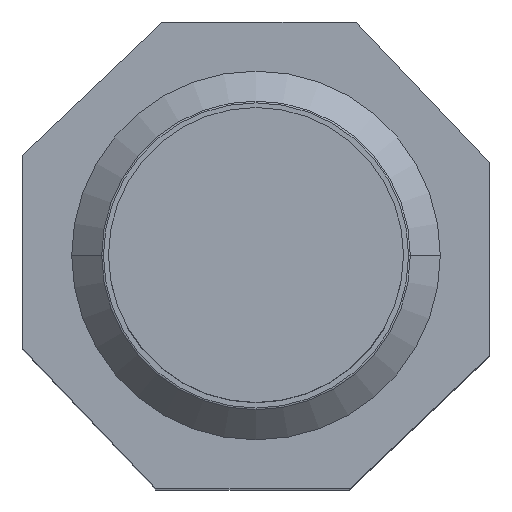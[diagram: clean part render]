
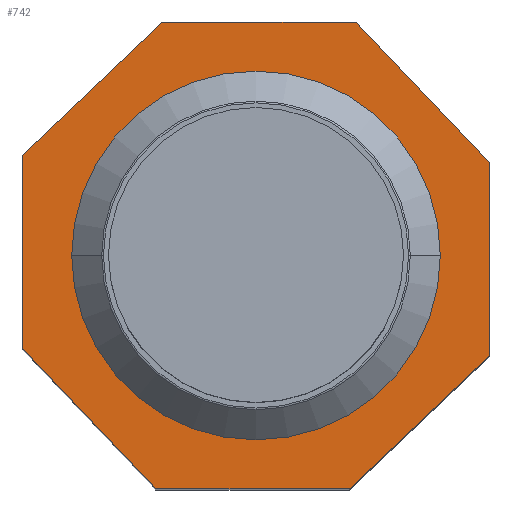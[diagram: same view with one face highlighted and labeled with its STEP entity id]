
A CAD part, top view. The second image highlights one B-rep face of the part: STEP entity #742.
In plain terms, the highlighted planar face has unit normal (0, 0, 1).
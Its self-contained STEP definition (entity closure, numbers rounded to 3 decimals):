
#193=DIRECTION('',(-0.725,-0.689,0.));
#194=VECTOR('',#193,7.872);
#195=CARTESIAN_POINT('',(-3.796,9.5,54.));
#196=LINE('',#195,#194);
#197=DIRECTION('',(-1.,0.,0.));
#198=VECTOR('',#197,7.872);
#199=CARTESIAN_POINT('',(4.076,9.5,54.));
#200=LINE('',#199,#198);
#201=DIRECTION('',(-0.689,0.725,0.));
#202=VECTOR('',#201,7.872);
#203=CARTESIAN_POINT('',(9.5,3.796,54.));
#204=LINE('',#203,#202);
#205=DIRECTION('',(0.,1.,0.));
#206=VECTOR('',#205,7.872);
#207=CARTESIAN_POINT('',(9.5,-4.076,54.));
#208=LINE('',#207,#206);
#209=DIRECTION('',(0.725,0.689,0.));
#210=VECTOR('',#209,7.872);
#211=CARTESIAN_POINT('',(3.796,-9.5,54.));
#212=LINE('',#211,#210);
#213=DIRECTION('',(1.,0.,0.));
#214=VECTOR('',#213,7.872);
#215=CARTESIAN_POINT('',(-4.076,-9.5,54.));
#216=LINE('',#215,#214);
#217=DIRECTION('',(0.689,-0.725,0.));
#218=VECTOR('',#217,7.872);
#219=CARTESIAN_POINT('',(-9.5,-3.796,54.));
#220=LINE('',#219,#218);
#221=DIRECTION('',(0.,-1.,0.));
#222=VECTOR('',#221,7.872);
#223=CARTESIAN_POINT('',(-9.5,4.076,54.));
#224=LINE('',#223,#222);
#423=CARTESIAN_POINT('',(-3.796,9.5,54.));
#424=CARTESIAN_POINT('',(-9.5,4.076,54.));
#425=VERTEX_POINT('',#423);
#426=VERTEX_POINT('',#424);
#427=CARTESIAN_POINT('',(-9.5,-3.796,54.));
#428=VERTEX_POINT('',#427);
#429=CARTESIAN_POINT('',(-4.076,-9.5,54.));
#430=VERTEX_POINT('',#429);
#431=CARTESIAN_POINT('',(3.796,-9.5,54.));
#432=VERTEX_POINT('',#431);
#433=CARTESIAN_POINT('',(9.5,-4.076,54.));
#434=VERTEX_POINT('',#433);
#435=CARTESIAN_POINT('',(9.5,3.796,54.));
#436=VERTEX_POINT('',#435);
#437=CARTESIAN_POINT('',(4.076,9.5,54.));
#438=VERTEX_POINT('',#437);
#719=CARTESIAN_POINT('',(0.,0.,54.));
#720=DIRECTION('',(0.,0.,1.));
#721=DIRECTION('',(1.,0.,0.));
#722=AXIS2_PLACEMENT_3D('',#719,#720,#721);
#723=PLANE('',#722);
#725=ORIENTED_EDGE('',*,*,#724,.F.);
#727=ORIENTED_EDGE('',*,*,#726,.F.);
#729=ORIENTED_EDGE('',*,*,#728,.F.);
#731=ORIENTED_EDGE('',*,*,#730,.F.);
#733=ORIENTED_EDGE('',*,*,#732,.F.);
#735=ORIENTED_EDGE('',*,*,#734,.F.);
#737=ORIENTED_EDGE('',*,*,#736,.F.);
#739=ORIENTED_EDGE('',*,*,#738,.F.);
#740=EDGE_LOOP('',(#725,#727,#729,#731,#733,#735,#737,#739));
#741=FACE_OUTER_BOUND('',#740,.F.);
#742=ADVANCED_FACE('',(#741),#723,.T.);
#724=EDGE_CURVE('',#425,#426,#196,.T.);
#726=EDGE_CURVE('',#438,#425,#200,.T.);
#728=EDGE_CURVE('',#436,#438,#204,.T.);
#730=EDGE_CURVE('',#434,#436,#208,.T.);
#732=EDGE_CURVE('',#432,#434,#212,.T.);
#734=EDGE_CURVE('',#430,#432,#216,.T.);
#736=EDGE_CURVE('',#428,#430,#220,.T.);
#738=EDGE_CURVE('',#426,#428,#224,.T.);
